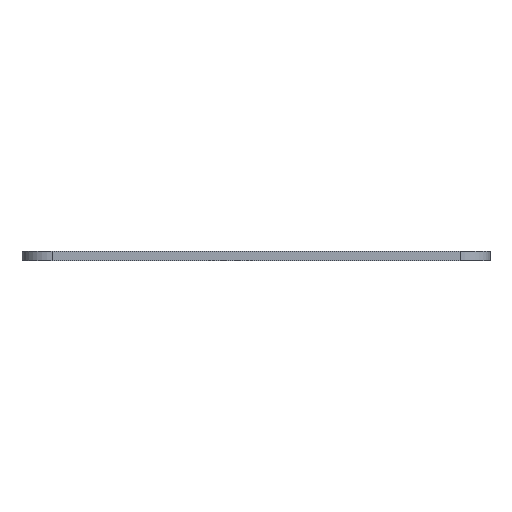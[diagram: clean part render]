
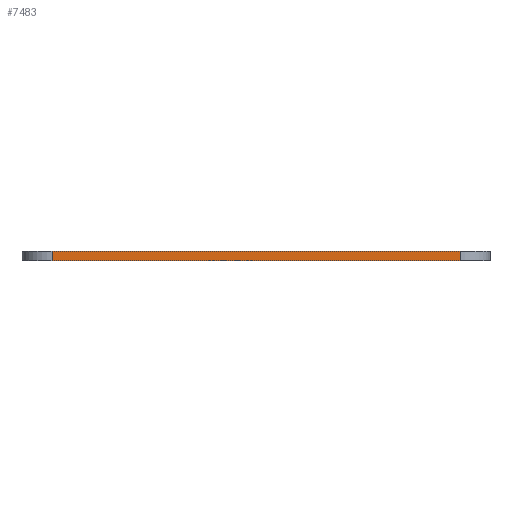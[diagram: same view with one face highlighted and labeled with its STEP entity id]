
A CAD part, left-side view. The second image highlights one B-rep face of the part: STEP entity #7483.
In plain terms, the highlighted planar face has unit normal (-1, 0, 0).
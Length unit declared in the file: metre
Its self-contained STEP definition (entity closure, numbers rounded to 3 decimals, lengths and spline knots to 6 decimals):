
#1122=ORIENTED_EDGE('',*,*,#3428,.T.);
#1123=ORIENTED_EDGE('',*,*,#3452,.T.);
#1124=ORIENTED_EDGE('',*,*,#3356,.F.);
#1125=ORIENTED_EDGE('',*,*,#3453,.T.);
#3356=EDGE_CURVE('',#4522,#4523,#5119,.T.);
#3428=EDGE_CURVE('',#4595,#4594,#5157,.T.);
#3452=EDGE_CURVE('',#4594,#4523,#5172,.F.);
#3453=EDGE_CURVE('',#4522,#4595,#5173,.T.);
#4522=VERTEX_POINT('',#10798);
#4523=VERTEX_POINT('',#10800);
#4594=VERTEX_POINT('',#10979);
#4595=VERTEX_POINT('',#10981);
#5119=LINE('',#10799,#5801);
#5157=LINE('',#10980,#5839);
#5172=LINE('',#11027,#5854);
#5173=LINE('',#11028,#5855);
#5801=VECTOR('',#8695,1.);
#5839=VECTOR('',#8767,1.);
#5854=VECTOR('',#8804,1.);
#5855=VECTOR('',#8805,1.);
#6416=EDGE_LOOP('',(#1122,#1123,#1124,#1125));
#6878=FACE_BOUND('',#6416,.T.);
#7307=PLANE('',#8035);
#7483=ADVANCED_FACE('',(#6878),#7307,.F.);
#8035=AXIS2_PLACEMENT_3D('',#11026,#8802,#8803);
#8695=DIRECTION('',(0.,-1.,0.));
#8767=DIRECTION('',(0.,-1.,0.));
#8802=DIRECTION('',(1.,0.,0.));
#8803=DIRECTION('',(0.,0.,-1.));
#8804=DIRECTION('',(0.,0.,-1.));
#8805=DIRECTION('',(0.,0.,-1.));
#10798=CARTESIAN_POINT('',(-0.017895,0.036555,0.0015));
#10799=CARTESIAN_POINT('',(-0.017895,0.002555,0.0015));
#10800=CARTESIAN_POINT('',(-0.017895,-0.031445,0.0015));
#10979=CARTESIAN_POINT('',(-0.017895,-0.031445,0.));
#10980=CARTESIAN_POINT('',(-0.017895,0.002555,0.));
#10981=CARTESIAN_POINT('',(-0.017895,0.036555,0.));
#11026=CARTESIAN_POINT('',(-0.017895,0.002555,0.0015));
#11027=CARTESIAN_POINT('',(-0.017895,-0.031445,0.0015));
#11028=CARTESIAN_POINT('',(-0.017895,0.036555,0.));
